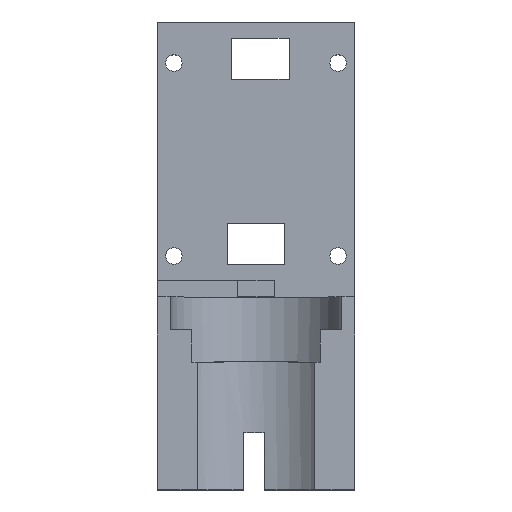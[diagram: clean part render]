
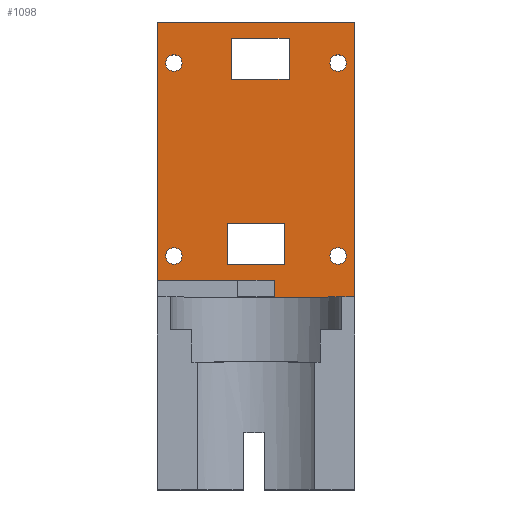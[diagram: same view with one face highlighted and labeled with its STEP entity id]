
A CAD part, top view. The second image highlights one B-rep face of the part: STEP entity #1098.
In plain terms, the highlighted planar face has unit normal (0, 0, 1).
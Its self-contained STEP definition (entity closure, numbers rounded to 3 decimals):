
#21=FACE_BOUND('',#135,.T.);
#22=FACE_BOUND('',#136,.T.);
#23=FACE_BOUND('',#137,.T.);
#24=FACE_BOUND('',#138,.T.);
#25=FACE_BOUND('',#139,.T.);
#26=FACE_BOUND('',#140,.T.);
#73=FACE_OUTER_BOUND('',#134,.T.);
#134=EDGE_LOOP('',(#932,#933,#934,#935,#936,#937,#938,#939,#940));
#135=EDGE_LOOP('',(#941));
#136=EDGE_LOOP('',(#942));
#137=EDGE_LOOP('',(#943));
#138=EDGE_LOOP('',(#944));
#139=EDGE_LOOP('',(#945,#946,#947,#948));
#140=EDGE_LOOP('',(#949,#950,#951,#952));
#180=CIRCLE('',#1193,1.);
#181=CIRCLE('',#1194,1.);
#182=CIRCLE('',#1195,1.);
#183=CIRCLE('',#1196,1.);
#208=LINE('',#1580,#335);
#234=LINE('',#1633,#361);
#261=LINE('',#1705,#388);
#262=LINE('',#1708,#389);
#281=LINE('',#1756,#408);
#284=LINE('',#1761,#411);
#287=LINE('',#1766,#414);
#288=LINE('',#1769,#415);
#290=LINE('',#1772,#417);
#291=LINE('',#1783,#418);
#292=LINE('',#1785,#419);
#293=LINE('',#1787,#420);
#294=LINE('',#1788,#421);
#295=LINE('',#1791,#422);
#296=LINE('',#1793,#423);
#297=LINE('',#1795,#424);
#298=LINE('',#1796,#425);
#335=VECTOR('',#1267,10.);
#361=VECTOR('',#1317,10.);
#388=VECTOR('',#1394,10.);
#389=VECTOR('',#1397,10.);
#408=VECTOR('',#1432,10.);
#411=VECTOR('',#1437,10.);
#414=VECTOR('',#1442,10.);
#415=VECTOR('',#1447,10.);
#417=VECTOR('',#1451,10.);
#418=VECTOR('',#1460,10.);
#419=VECTOR('',#1461,10.);
#420=VECTOR('',#1462,10.);
#421=VECTOR('',#1463,10.);
#422=VECTOR('',#1464,10.);
#423=VECTOR('',#1465,10.);
#424=VECTOR('',#1466,10.);
#425=VECTOR('',#1467,10.);
#468=VERTEX_POINT('',#1577);
#469=VERTEX_POINT('',#1579);
#483=VERTEX_POINT('',#1630);
#484=VERTEX_POINT('',#1632);
#498=VERTEX_POINT('',#1667);
#505=VERTEX_POINT('',#1707);
#525=VERTEX_POINT('',#1753);
#526=VERTEX_POINT('',#1755);
#527=VERTEX_POINT('',#1759);
#529=VERTEX_POINT('',#1773);
#530=VERTEX_POINT('',#1775);
#531=VERTEX_POINT('',#1777);
#532=VERTEX_POINT('',#1779);
#533=VERTEX_POINT('',#1781);
#534=VERTEX_POINT('',#1782);
#535=VERTEX_POINT('',#1784);
#536=VERTEX_POINT('',#1786);
#537=VERTEX_POINT('',#1789);
#538=VERTEX_POINT('',#1790);
#539=VERTEX_POINT('',#1792);
#540=VERTEX_POINT('',#1794);
#575=EDGE_CURVE('',#468,#469,#208,.T.);
#602=EDGE_CURVE('',#483,#484,#234,.T.);
#638=EDGE_CURVE('',#498,#469,#261,.T.);
#639=EDGE_CURVE('',#505,#498,#262,.T.);
#663=EDGE_CURVE('',#526,#525,#281,.T.);
#666=EDGE_CURVE('',#525,#527,#284,.T.);
#669=EDGE_CURVE('',#527,#505,#287,.T.);
#670=EDGE_CURVE('',#483,#526,#288,.T.);
#672=EDGE_CURVE('',#484,#468,#290,.T.);
#673=EDGE_CURVE('',#529,#529,#180,.T.);
#674=EDGE_CURVE('',#530,#530,#181,.T.);
#675=EDGE_CURVE('',#531,#531,#182,.T.);
#676=EDGE_CURVE('',#532,#532,#183,.T.);
#677=EDGE_CURVE('',#533,#534,#291,.T.);
#678=EDGE_CURVE('',#534,#535,#292,.T.);
#679=EDGE_CURVE('',#535,#536,#293,.T.);
#680=EDGE_CURVE('',#536,#533,#294,.T.);
#681=EDGE_CURVE('',#537,#538,#295,.T.);
#682=EDGE_CURVE('',#538,#539,#296,.T.);
#683=EDGE_CURVE('',#539,#540,#297,.T.);
#684=EDGE_CURVE('',#540,#537,#298,.T.);
#932=ORIENTED_EDGE('',*,*,#663,.T.);
#933=ORIENTED_EDGE('',*,*,#666,.T.);
#934=ORIENTED_EDGE('',*,*,#669,.T.);
#935=ORIENTED_EDGE('',*,*,#639,.T.);
#936=ORIENTED_EDGE('',*,*,#638,.T.);
#937=ORIENTED_EDGE('',*,*,#575,.F.);
#938=ORIENTED_EDGE('',*,*,#672,.F.);
#939=ORIENTED_EDGE('',*,*,#602,.F.);
#940=ORIENTED_EDGE('',*,*,#670,.T.);
#941=ORIENTED_EDGE('',*,*,#673,.T.);
#942=ORIENTED_EDGE('',*,*,#674,.T.);
#943=ORIENTED_EDGE('',*,*,#675,.T.);
#944=ORIENTED_EDGE('',*,*,#676,.T.);
#945=ORIENTED_EDGE('',*,*,#677,.T.);
#946=ORIENTED_EDGE('',*,*,#678,.T.);
#947=ORIENTED_EDGE('',*,*,#679,.T.);
#948=ORIENTED_EDGE('',*,*,#680,.T.);
#949=ORIENTED_EDGE('',*,*,#681,.T.);
#950=ORIENTED_EDGE('',*,*,#682,.T.);
#951=ORIENTED_EDGE('',*,*,#683,.T.);
#952=ORIENTED_EDGE('',*,*,#684,.T.);
#1047=PLANE('',#1192);
#1098=ADVANCED_FACE('',(#73,#21,#22,#23,#24,#25,#26),#1047,.T.);
#1192=AXIS2_PLACEMENT_3D('',#1771,#1449,#1450);
#1193=AXIS2_PLACEMENT_3D('',#1774,#1452,#1453);
#1194=AXIS2_PLACEMENT_3D('',#1776,#1454,#1455);
#1195=AXIS2_PLACEMENT_3D('',#1778,#1456,#1457);
#1196=AXIS2_PLACEMENT_3D('',#1780,#1458,#1459);
#1267=DIRECTION('',(0.,-1.,0.));
#1317=DIRECTION('',(0.,1.,0.));
#1394=DIRECTION('',(1.,0.,0.));
#1397=DIRECTION('',(1.,0.,0.));
#1432=DIRECTION('',(1.,0.,0.));
#1437=DIRECTION('',(0.,-1.,0.));
#1442=DIRECTION('',(1.,0.,0.));
#1447=DIRECTION('',(1.,0.,0.));
#1449=DIRECTION('center_axis',(0.,0.,1.));
#1450=DIRECTION('ref_axis',(1.,0.,0.));
#1451=DIRECTION('',(1.,0.,0.));
#1452=DIRECTION('center_axis',(0.,0.,-1.));
#1453=DIRECTION('ref_axis',(-1.,0.,0.));
#1454=DIRECTION('center_axis',(0.,0.,-1.));
#1455=DIRECTION('ref_axis',(-1.,0.,0.));
#1456=DIRECTION('center_axis',(0.,0.,-1.));
#1457=DIRECTION('ref_axis',(-1.,0.,0.));
#1458=DIRECTION('center_axis',(0.,0.,-1.));
#1459=DIRECTION('ref_axis',(-1.,0.,0.));
#1460=DIRECTION('',(-1.,0.,0.));
#1461=DIRECTION('',(0.,1.,0.));
#1462=DIRECTION('',(1.,0.,0.));
#1463=DIRECTION('',(0.,-1.,0.));
#1464=DIRECTION('',(1.,0.,0.));
#1465=DIRECTION('',(0.,-1.,0.));
#1466=DIRECTION('',(-1.,0.,0.));
#1467=DIRECTION('',(0.,1.,0.));
#1577=CARTESIAN_POINT('',(20.,31.5,0.));
#1579=CARTESIAN_POINT('',(20.,-2.,0.));
#1580=CARTESIAN_POINT('',(20.,-1.,0.));
#1630=CARTESIAN_POINT('',(-4.,0.,0.));
#1632=CARTESIAN_POINT('',(-4.,31.5,0.));
#1633=CARTESIAN_POINT('',(-4.,23.125,0.));
#1667=CARTESIAN_POINT('',(15.826,-2.,0.));
#1705=CARTESIAN_POINT('',(9.125,-2.,0.));
#1707=CARTESIAN_POINT('',(15.036,-2.,0.));
#1708=CARTESIAN_POINT('',(9.125,-2.,0.));
#1753=CARTESIAN_POINT('',(10.25,0.,0.));
#1755=CARTESIAN_POINT('',(5.75,0.,0.));
#1756=CARTESIAN_POINT('',(10.25,0.,0.));
#1759=CARTESIAN_POINT('',(10.25,-2.,0.));
#1761=CARTESIAN_POINT('',(10.25,6.375,0.));
#1766=CARTESIAN_POINT('',(9.125,-2.,0.));
#1769=CARTESIAN_POINT('',(6.875,0.,0.));
#1771=CARTESIAN_POINT('Origin',(8.,14.75,0.));
#1772=CARTESIAN_POINT('',(13.,31.5,0.));
#1773=CARTESIAN_POINT('',(19.,26.5,0.));
#1774=CARTESIAN_POINT('Origin',(18.,26.5,0.));
#1775=CARTESIAN_POINT('',(19.,3.,0.));
#1776=CARTESIAN_POINT('Origin',(18.,3.,0.));
#1777=CARTESIAN_POINT('',(-1.,26.5,0.));
#1778=CARTESIAN_POINT('Origin',(-2.,26.5,0.));
#1779=CARTESIAN_POINT('',(-1.,3.,0.));
#1780=CARTESIAN_POINT('Origin',(-2.,3.,0.));
#1781=CARTESIAN_POINT('',(11.5,2.,0.));
#1782=CARTESIAN_POINT('',(4.5,2.,0.));
#1783=CARTESIAN_POINT('',(6.75,2.,0.));
#1784=CARTESIAN_POINT('',(4.5,7.,0.));
#1785=CARTESIAN_POINT('',(4.5,8.375,0.));
#1786=CARTESIAN_POINT('',(11.5,7.,0.));
#1787=CARTESIAN_POINT('',(6.75,7.,0.));
#1788=CARTESIAN_POINT('',(11.5,10.875,0.));
#1789=CARTESIAN_POINT('',(5.03,29.5,0.));
#1790=CARTESIAN_POINT('',(12.03,29.5,0.));
#1791=CARTESIAN_POINT('',(7.015,29.5,0.));
#1792=CARTESIAN_POINT('',(12.03,24.5,0.));
#1793=CARTESIAN_POINT('',(12.03,22.125,0.));
#1794=CARTESIAN_POINT('',(5.03,24.5,0.));
#1795=CARTESIAN_POINT('',(7.015,24.5,0.));
#1796=CARTESIAN_POINT('',(5.03,19.625,0.));
